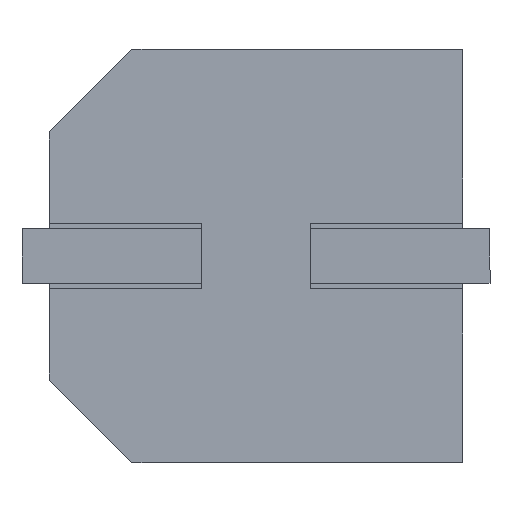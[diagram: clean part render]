
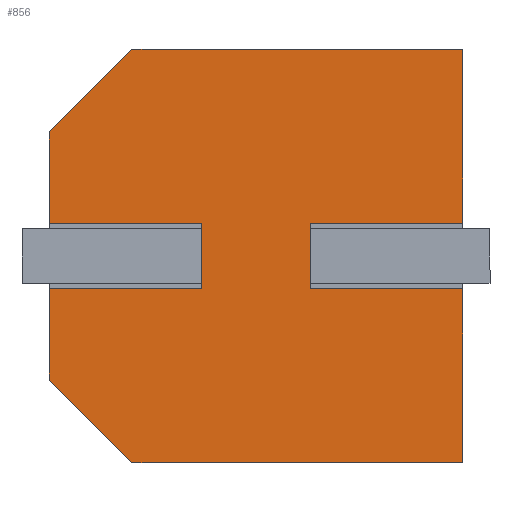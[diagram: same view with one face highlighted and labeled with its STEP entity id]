
A CAD part, front view. The second image highlights one B-rep face of the part: STEP entity #856.
In plain terms, the highlighted face is planar.
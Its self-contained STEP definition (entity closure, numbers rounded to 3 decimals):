
#2 = CARTESIAN_POINT ( 'NONE',  ( -0.188, -0.42, 0. ) ) ;
#13 = DIRECTION ( 'NONE',  ( 0.707, 0.707, 0. ) ) ;
#58 = DIRECTION ( 'NONE',  ( 1., 0., 0. ) ) ;
#65 = ORIENTED_EDGE ( 'NONE', *, *, #1744, .F. ) ;
#74 = VERTEX_POINT ( 'NONE', #2021 ) ;
#78 = DIRECTION ( 'NONE',  ( -1., 0., 0. ) ) ;
#111 = VERTEX_POINT ( 'NONE', #1293 ) ;
#114 = VERTEX_POINT ( 'NONE', #1342 ) ;
#142 = DIRECTION ( 'NONE',  ( 0., 1., 0. ) ) ;
#182 = CARTESIAN_POINT ( 'NONE',  ( 0.7, -0.42, 0. ) ) ;
#192 = CARTESIAN_POINT ( 'NONE',  ( 2.65, 0., 0. ) ) ;
#238 = CARTESIAN_POINT ( 'NONE',  ( -2.65, -0.42, 0. ) ) ;
#273 = DIRECTION ( 'NONE',  ( 0., -1., 0. ) ) ;
#304 = VERTEX_POINT ( 'NONE', #2403 ) ;
#312 = ORIENTED_EDGE ( 'NONE', *, *, #1346, .F. ) ;
#346 = VECTOR ( 'NONE', #2768, 1000. ) ;
#364 = CARTESIAN_POINT ( 'NONE',  ( 2.65, 0., 0. ) ) ;
#372 = DIRECTION ( 'NONE',  ( 1., 0., 0. ) ) ;
#402 = VERTEX_POINT ( 'NONE', #485 ) ;
#441 = CARTESIAN_POINT ( 'NONE',  ( 1.59, -2.65, 0. ) ) ;
#465 = VECTOR ( 'NONE', #1960, 1000. ) ;
#468 = EDGE_CURVE ( 'NONE', #1500, #402, #995, .T. ) ;
#485 = CARTESIAN_POINT ( 'NONE',  ( 2.65, -0.42, 0. ) ) ;
#526 = VECTOR ( 'NONE', #2727, 1000. ) ;
#572 = CARTESIAN_POINT ( 'NONE',  ( -0.7, -0.42, 0. ) ) ;
#588 = CARTESIAN_POINT ( 'NONE',  ( -0.188, -2.65, 0. ) ) ;
#599 = VECTOR ( 'NONE', #273, 1000. ) ;
#613 = EDGE_CURVE ( 'NONE', #74, #1805, #1537, .T. ) ;
#618 = CARTESIAN_POINT ( 'NONE',  ( 2.65, 1.59, 0. ) ) ;
#645 = ORIENTED_EDGE ( 'NONE', *, *, #1511, .F. ) ;
#650 = ORIENTED_EDGE ( 'NONE', *, *, #815, .F. ) ;
#673 = VECTOR ( 'NONE', #58, 1000. ) ;
#681 = ORIENTED_EDGE ( 'NONE', *, *, #1942, .F. ) ;
#691 = VERTEX_POINT ( 'NONE', #1453 ) ;
#780 = EDGE_CURVE ( 'NONE', #1915, #114, #1817, .T. ) ;
#791 = ORIENTED_EDGE ( 'NONE', *, *, #1962, .F. ) ;
#815 = EDGE_CURVE ( 'NONE', #304, #111, #2773, .T. ) ;
#822 = CARTESIAN_POINT ( 'NONE',  ( -0.188, 0., 0. ) ) ;
#856 = ADVANCED_FACE ( 'NONE', ( #1737 ), #1726, .F. ) ;
#918 = LINE ( 'NONE', #618, #2008 ) ;
#923 = VERTEX_POINT ( 'NONE', #238 ) ;
#974 = VECTOR ( 'NONE', #1757, 1000. ) ;
#995 = LINE ( 'NONE', #192, #1426 ) ;
#1044 = DIRECTION ( 'NONE',  ( 1., 0., 0. ) ) ;
#1079 = CARTESIAN_POINT ( 'NONE',  ( -0.188, 0.42, 0. ) ) ;
#1095 = EDGE_CURVE ( 'NONE', #1654, #923, #1740, .T. ) ;
#1147 = LINE ( 'NONE', #1168, #599 ) ;
#1151 = CARTESIAN_POINT ( 'NONE',  ( -2.65, 0., 0. ) ) ;
#1168 = CARTESIAN_POINT ( 'NONE',  ( -0.7, 0., 0. ) ) ;
#1201 = LINE ( 'NONE', #2239, #974 ) ;
#1234 = CARTESIAN_POINT ( 'NONE',  ( -2.65, -2.65, 0. ) ) ;
#1242 = EDGE_CURVE ( 'NONE', #691, #1500, #1725, .T. ) ;
#1266 = ORIENTED_EDGE ( 'NONE', *, *, #468, .F. ) ;
#1293 = CARTESIAN_POINT ( 'NONE',  ( 2.65, 1.59, 0. ) ) ;
#1342 = CARTESIAN_POINT ( 'NONE',  ( 0.7, 0.42, 0. ) ) ;
#1346 = EDGE_CURVE ( 'NONE', #1805, #2672, #1963, .T. ) ;
#1360 = VECTOR ( 'NONE', #372, 1000. ) ;
#1409 = CARTESIAN_POINT ( 'NONE',  ( -2.65, 0.42, 0. ) ) ;
#1411 = ORIENTED_EDGE ( 'NONE', *, *, #2586, .F. ) ;
#1426 = VECTOR ( 'NONE', #2923, 1000. ) ;
#1453 = CARTESIAN_POINT ( 'NONE',  ( 1.59, -2.65, 0. ) ) ;
#1456 = EDGE_CURVE ( 'NONE', #114, #304, #2129, .T. ) ;
#1500 = VERTEX_POINT ( 'NONE', #1634 ) ;
#1507 = CARTESIAN_POINT ( 'NONE',  ( 0.7, 0., 0. ) ) ;
#1511 = EDGE_CURVE ( 'NONE', #1615, #1654, #1147, .T. ) ;
#1537 = LINE ( 'NONE', #2607, #1846 ) ;
#1615 = VERTEX_POINT ( 'NONE', #1886 ) ;
#1634 = CARTESIAN_POINT ( 'NONE',  ( 2.65, -1.59, 0. ) ) ;
#1654 = VERTEX_POINT ( 'NONE', #572 ) ;
#1725 = LINE ( 'NONE', #441, #1934 ) ;
#1726 = PLANE ( 'NONE',  #2288 ) ;
#1728 = VECTOR ( 'NONE', #1849, 1000. ) ;
#1737 = FACE_OUTER_BOUND ( 'NONE', #2485, .T. ) ;
#1740 = LINE ( 'NONE', #2, #526 ) ;
#1744 = EDGE_CURVE ( 'NONE', #2273, #691, #2656, .T. ) ;
#1757 = DIRECTION ( 'NONE',  ( -1., 0., 0. ) ) ;
#1758 = ORIENTED_EDGE ( 'NONE', *, *, #1242, .F. ) ;
#1805 = VERTEX_POINT ( 'NONE', #1827 ) ;
#1817 = LINE ( 'NONE', #1507, #465 ) ;
#1825 = ORIENTED_EDGE ( 'NONE', *, *, #613, .F. ) ;
#1827 = CARTESIAN_POINT ( 'NONE',  ( -2.65, 2.65, 0. ) ) ;
#1846 = VECTOR ( 'NONE', #78, 1000. ) ;
#1849 = DIRECTION ( 'NONE',  ( 0., -1., 0. ) ) ;
#1854 = CARTESIAN_POINT ( 'NONE',  ( -0.188, 0.42, 0. ) ) ;
#1870 = LINE ( 'NONE', #1151, #346 ) ;
#1886 = CARTESIAN_POINT ( 'NONE',  ( -0.7, 0.42, 0. ) ) ;
#1915 = VERTEX_POINT ( 'NONE', #182 ) ;
#1934 = VECTOR ( 'NONE', #13, 1000. ) ;
#1942 = EDGE_CURVE ( 'NONE', #111, #74, #918, .T. ) ;
#1960 = DIRECTION ( 'NONE',  ( 0., 1., 0. ) ) ;
#1962 = EDGE_CURVE ( 'NONE', #2672, #1615, #2845, .T. ) ;
#1963 = LINE ( 'NONE', #2102, #1728 ) ;
#2008 = VECTOR ( 'NONE', #2242, 1000. ) ;
#2012 = DIRECTION ( 'NONE',  ( 1., 0., 0. ) ) ;
#2021 = CARTESIAN_POINT ( 'NONE',  ( 1.59, 2.65, 0. ) ) ;
#2102 = CARTESIAN_POINT ( 'NONE',  ( -2.65, 0., 0. ) ) ;
#2129 = LINE ( 'NONE', #1854, #673 ) ;
#2234 = VECTOR ( 'NONE', #2012, 1000. ) ;
#2239 = CARTESIAN_POINT ( 'NONE',  ( -0.188, -0.42, 0. ) ) ;
#2242 = DIRECTION ( 'NONE',  ( -0.707, 0.707, 0. ) ) ;
#2273 = VERTEX_POINT ( 'NONE', #1234 ) ;
#2288 = AXIS2_PLACEMENT_3D ( 'NONE', #822, #2433, #1044 ) ;
#2378 = EDGE_CURVE ( 'NONE', #402, #1915, #1201, .T. ) ;
#2403 = CARTESIAN_POINT ( 'NONE',  ( 2.65, 0.42, 0. ) ) ;
#2433 = DIRECTION ( 'NONE',  ( 0., 0., 1. ) ) ;
#2485 = EDGE_LOOP ( 'NONE', ( #2903, #2731, #1266, #1758, #65, #1411, #2881, #645, #791, #312, #1825, #681, #650, #2854 ) ) ;
#2586 = EDGE_CURVE ( 'NONE', #923, #2273, #1870, .T. ) ;
#2607 = CARTESIAN_POINT ( 'NONE',  ( -0.188, 2.65, 0. ) ) ;
#2656 = LINE ( 'NONE', #588, #1360 ) ;
#2672 = VERTEX_POINT ( 'NONE', #1409 ) ;
#2727 = DIRECTION ( 'NONE',  ( -1., 0., 0. ) ) ;
#2731 = ORIENTED_EDGE ( 'NONE', *, *, #2378, .F. ) ;
#2768 = DIRECTION ( 'NONE',  ( 0., -1., 0. ) ) ;
#2773 = LINE ( 'NONE', #364, #2891 ) ;
#2845 = LINE ( 'NONE', #1079, #2234 ) ;
#2854 = ORIENTED_EDGE ( 'NONE', *, *, #1456, .F. ) ;
#2881 = ORIENTED_EDGE ( 'NONE', *, *, #1095, .F. ) ;
#2891 = VECTOR ( 'NONE', #142, 1000. ) ;
#2903 = ORIENTED_EDGE ( 'NONE', *, *, #780, .F. ) ;
#2923 = DIRECTION ( 'NONE',  ( 0., 1., 0. ) ) ;
